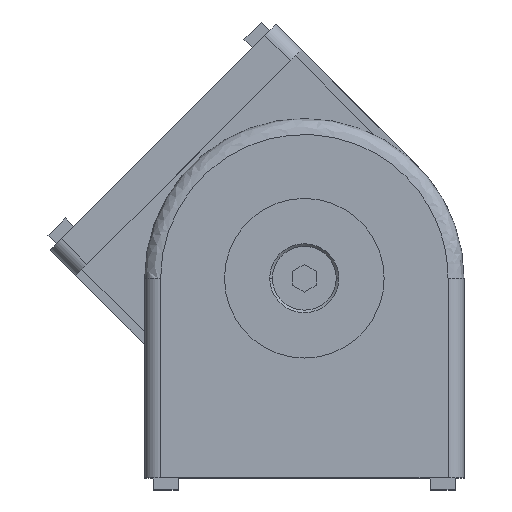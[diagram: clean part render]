
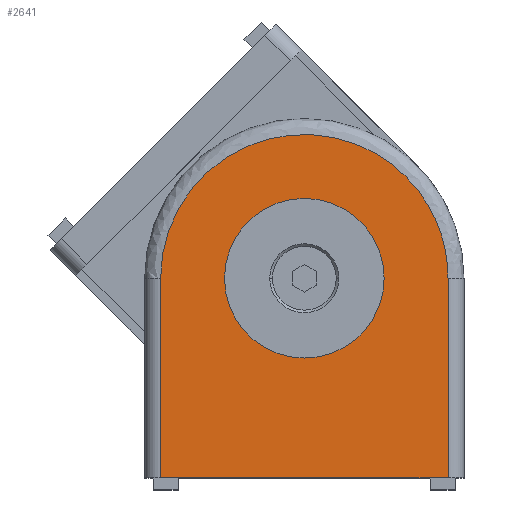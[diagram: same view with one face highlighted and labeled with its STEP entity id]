
A CAD part, top view. The second image highlights one B-rep face of the part: STEP entity #2641.
In plain terms, the highlighted planar face has unit normal (0, 0, 1).
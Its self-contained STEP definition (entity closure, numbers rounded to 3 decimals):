
#38 = CARTESIAN_POINT ( 'NONE',  ( 0., -9., 20. ) ) ;
#519 = ORIENTED_EDGE ( 'NONE', *, *, #4925, .F. ) ;
#655 = VERTEX_POINT ( 'NONE', #7930 ) ;
#661 = PLANE ( 'NONE',  #2622 ) ;
#815 = EDGE_CURVE ( 'NONE', #4923, #7842, #7322, .T. ) ;
#1078 = FACE_BOUND ( 'NONE', #7159, .T. ) ;
#1082 = DIRECTION ( 'NONE',  ( 0., 1., 0. ) ) ;
#1375 = DIRECTION ( 'NONE',  ( 0., 0., -1. ) ) ;
#1390 = VECTOR ( 'NONE', #4996, 1000. ) ;
#1688 = AXIS2_PLACEMENT_3D ( 'NONE', #7153, #2886, #7873 ) ;
#2076 = VERTEX_POINT ( 'NONE', #6302 ) ;
#2156 = ORIENTED_EDGE ( 'NONE', *, *, #4991, .F. ) ;
#2303 = DIRECTION ( 'NONE',  ( 0., 0., 1. ) ) ;
#2449 = VERTEX_POINT ( 'NONE', #8900 ) ;
#2589 = CIRCLE ( 'NONE', #5992, 20. ) ;
#2619 = ORIENTED_EDGE ( 'NONE', *, *, #7125, .T. ) ;
#2622 = AXIS2_PLACEMENT_3D ( 'NONE', #5650, #1375, #6359 ) ;
#2631 = CARTESIAN_POINT ( 'NONE',  ( 36., 0., 20. ) ) ;
#2641 = ADVANCED_FACE ( 'NONE', ( #8439, #1078 ), #661, .F. ) ;
#2885 = CARTESIAN_POINT ( 'NONE',  ( -36., 41., 20. ) ) ;
#2886 = DIRECTION ( 'NONE',  ( 0., 0., 1. ) ) ;
#3122 = CARTESIAN_POINT ( 'NONE',  ( 36., 41., 20. ) ) ;
#3329 = DIRECTION ( 'NONE',  ( 0., -1., 0. ) ) ;
#3553 = VERTEX_POINT ( 'NONE', #5205 ) ;
#3602 = CARTESIAN_POINT ( 'NONE',  ( -36., 113., 20. ) ) ;
#3939 = CARTESIAN_POINT ( 'NONE',  ( -36., 41., 20. ) ) ;
#4322 = CARTESIAN_POINT ( 'NONE',  ( 36., 41., 20. ) ) ;
#4516 = EDGE_CURVE ( 'NONE', #2076, #655, #8205, .T. ) ;
#4564 = ORIENTED_EDGE ( 'NONE', *, *, #815, .F. ) ;
#4622 = VECTOR ( 'NONE', #1082, 1000. ) ;
#4846 = EDGE_LOOP ( 'NONE', ( #2156, #4564, #519, #2619 ) ) ;
#4923 = VERTEX_POINT ( 'NONE', #3939 ) ;
#4925 = EDGE_CURVE ( 'NONE', #2449, #4923, #8404, .T. ) ;
#4991 = EDGE_CURVE ( 'NONE', #7842, #3553, #8746, .T. ) ;
#4996 = DIRECTION ( 'NONE',  ( 1., 0., 0. ) ) ;
#5121 = ORIENTED_EDGE ( 'NONE', *, *, #4516, .F. ) ;
#5205 = CARTESIAN_POINT ( 'NONE',  ( 36., -9., 20. ) ) ;
#5367 = CARTESIAN_POINT ( 'NONE',  ( -36., 0., 20. ) ) ;
#5600 = ORIENTED_EDGE ( 'NONE', *, *, #6100, .F. ) ;
#5650 = CARTESIAN_POINT ( 'NONE',  ( 36., 0., 20. ) ) ;
#5992 = AXIS2_PLACEMENT_3D ( 'NONE', #6571, #2303, #7294 ) ;
#6100 = EDGE_CURVE ( 'NONE', #655, #2076, #2589, .T. ) ;
#6302 = CARTESIAN_POINT ( 'NONE',  ( 20., 41., 20. ) ) ;
#6359 = DIRECTION ( 'NONE',  ( -1., 0., 0. ) ) ;
#6571 = CARTESIAN_POINT ( 'NONE',  ( 0., 41., 20. ) ) ;
#6625 = VECTOR ( 'NONE', #3329, 1000. ) ;
#7125 = EDGE_CURVE ( 'NONE', #2449, #3553, #8766, .T. ) ;
#7153 = CARTESIAN_POINT ( 'NONE',  ( 0., 41., 20. ) ) ;
#7159 = EDGE_LOOP ( 'NONE', ( #5600, #5121 ) ) ;
#7294 = DIRECTION ( 'NONE',  ( -1., 0., 0. ) ) ;
#7322 =( BOUNDED_CURVE ( )  B_SPLINE_CURVE ( 3, ( #2885, #3602, #7871, #4322 ),
 .UNSPECIFIED., .F., .F. ) 
 B_SPLINE_CURVE_WITH_KNOTS ( ( 4, 4 ),
 ( 0., 1. ),
 .UNSPECIFIED. ) 
 CURVE ( )  GEOMETRIC_REPRESENTATION_ITEM ( )  RATIONAL_B_SPLINE_CURVE ( ( 1., 0.333, 0.333, 1. ) ) 
 REPRESENTATION_ITEM ( '' )  );
#7842 = VERTEX_POINT ( 'NONE', #3122 ) ;
#7871 = CARTESIAN_POINT ( 'NONE',  ( 36., 113., 20. ) ) ;
#7873 = DIRECTION ( 'NONE',  ( -1., 0., 0. ) ) ;
#7930 = CARTESIAN_POINT ( 'NONE',  ( -20., 41., 20. ) ) ;
#8205 = CIRCLE ( 'NONE', #1688, 20. ) ;
#8404 = LINE ( 'NONE', #5367, #4622 ) ;
#8439 = FACE_OUTER_BOUND ( 'NONE', #4846, .T. ) ;
#8746 = LINE ( 'NONE', #2631, #6625 ) ;
#8766 = LINE ( 'NONE', #38, #1390 ) ;
#8900 = CARTESIAN_POINT ( 'NONE',  ( -36., -9., 20. ) ) ;
